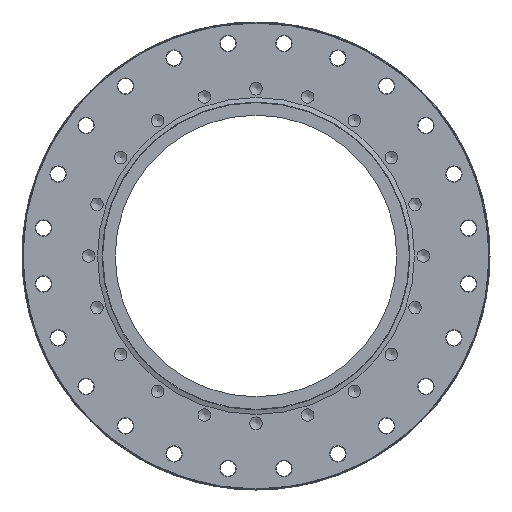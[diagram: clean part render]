
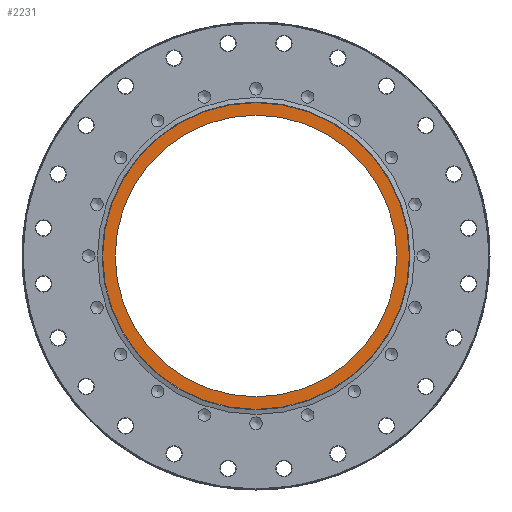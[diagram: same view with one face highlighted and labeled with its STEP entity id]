
A CAD part, left-side view. The second image highlights one B-rep face of the part: STEP entity #2231.
In plain terms, the highlighted planar face has unit normal (-1, 0, 0).
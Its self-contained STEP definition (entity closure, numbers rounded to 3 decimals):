
#146 = EDGE_CURVE ( 'NONE', #3270, #3270, #2703, .T. ) ;
#251 = CARTESIAN_POINT ( 'NONE',  ( 1.5, 0., 0. ) ) ;
#646 = CARTESIAN_POINT ( 'NONE',  ( 1.5, 0., 76.2 ) ) ;
#898 = AXIS2_PLACEMENT_3D ( 'NONE', #251, #2953, #2152 ) ;
#969 = CARTESIAN_POINT ( 'NONE',  ( 1.5, 0., 0. ) ) ;
#1039 = FACE_BOUND ( 'NONE', #2078, .T. ) ;
#1133 = DIRECTION ( 'NONE',  ( 0., 0., -1. ) ) ;
#1245 = CARTESIAN_POINT ( 'NONE',  ( 1.5, 0., 82.985 ) ) ;
#1290 = EDGE_LOOP ( 'NONE', ( #2322 ) ) ;
#1766 = FACE_OUTER_BOUND ( 'NONE', #1290, .T. ) ;
#1798 = AXIS2_PLACEMENT_3D ( 'NONE', #3306, #3081, #1133 ) ;
#2078 = EDGE_LOOP ( 'NONE', ( #2787 ) ) ;
#2152 = DIRECTION ( 'NONE',  ( 0., 0., 1. ) ) ;
#2231 = ADVANCED_FACE ( 'NONE', ( #1766, #1039 ), #3348, .F. ) ;
#2322 = ORIENTED_EDGE ( 'NONE', *, *, #2950, .T. ) ;
#2328 = DIRECTION ( 'NONE',  ( -1., 0., 0. ) ) ;
#2457 = VERTEX_POINT ( 'NONE', #1245 ) ;
#2703 = CIRCLE ( 'NONE', #898, 76.2 ) ;
#2787 = ORIENTED_EDGE ( 'NONE', *, *, #146, .F. ) ;
#2950 = EDGE_CURVE ( 'NONE', #2457, #2457, #3055, .T. ) ;
#2953 = DIRECTION ( 'NONE',  ( -1., 0., 0. ) ) ;
#3055 = CIRCLE ( 'NONE', #3418, 82.985 ) ;
#3081 = DIRECTION ( 'NONE',  ( 1., 0., 0. ) ) ;
#3270 = VERTEX_POINT ( 'NONE', #646 ) ;
#3306 = CARTESIAN_POINT ( 'NONE',  ( 1.5, 82.985, 0. ) ) ;
#3348 = PLANE ( 'NONE',  #1798 ) ;
#3391 = DIRECTION ( 'NONE',  ( 0., 0., 1. ) ) ;
#3418 = AXIS2_PLACEMENT_3D ( 'NONE', #969, #2328, #3391 ) ;
